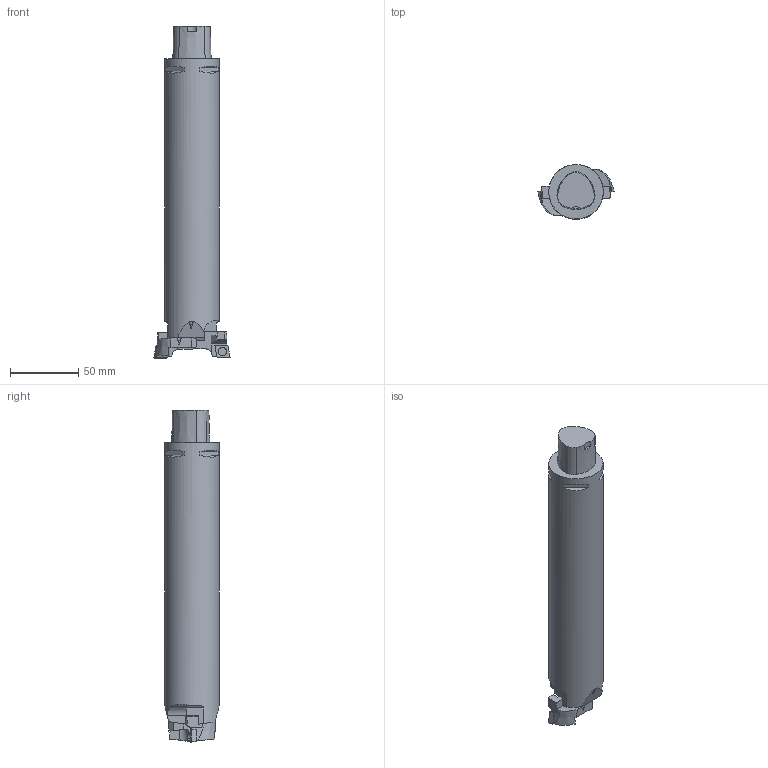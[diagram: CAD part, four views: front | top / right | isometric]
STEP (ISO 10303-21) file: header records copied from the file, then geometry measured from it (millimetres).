
FILE_DESCRIPTION(/* description */ (''),/* implementation_level */ '2;1');
FILE_NAME(/* name */ '1566891322857.stp',/* time_stamp */ '2019-08-27T09:35:30+02:00',/* author */ (''),/* organization */ ('SMS'),/* preprocessor_version */ 'ST-DEVELOPER v16.7',/* originating_system */ 'SIEMENS PLM Software NX 12.0',/* authorisation */ '');
FILE_SCHEMA (('AUTOMOTIVE_DESIGN { 1 0 10303 214 3 1 1 1 }'));
Length unit declared in the file: millimetre
Products named in the file (10): ASSEMBLY_CONSTRUCTION; 201027053mod000_00; 200998958mod000_02; 201026860mod000_00; 201108782mod000_00; 201027072mod000_01; 201026909mod000_01; 201108820mod000_01
Assembly tree (10 placements, depth 3):
  201108820mod000_01
    201026909mod000_01
      201026860mod000_00
      200998958mod000_02
      ASSEMBLY_CONSTRUCTION
    201027072mod000_01
      201027053mod000_00
      200998958mod000_02
      ASSEMBLY_CONSTRUCTION
    201108782mod000_00
    ASSEMBLY_CONSTRUCTION
Bounding box: 55.99 x 40 x 244 mm (x, y, z)
Volume: 275923.2 mm3; surface area: 35900.5 mm2
Topology: 5 solids, 5 shells, 208 faces, 541 edges, 386 vertices
Faces by surface type: plane 138, extrusion 26, cylinder 18, cone 18, torus 8
Full cylindrical faces by diameter (mm): 4.4 x4, 40 x1
Entity records: 6885 total; most frequent: CARTESIAN_POINT 1980, ORIENTED_EDGE 944, DIRECTION 878, EDGE_CURVE 472, VERTEX_POINT 320, VECTOR 310, LINE 288, AXIS2_PLACEMENT_3D 284
